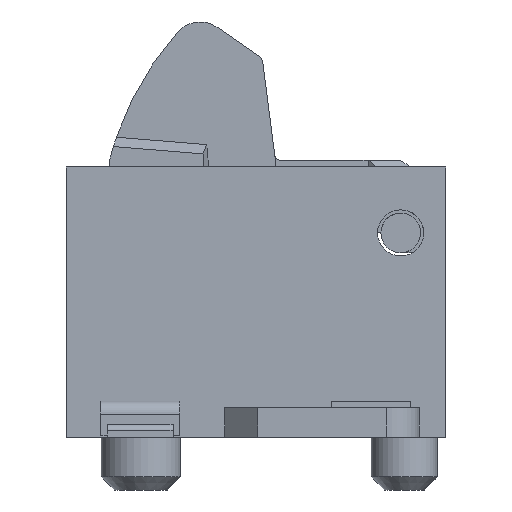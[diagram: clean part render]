
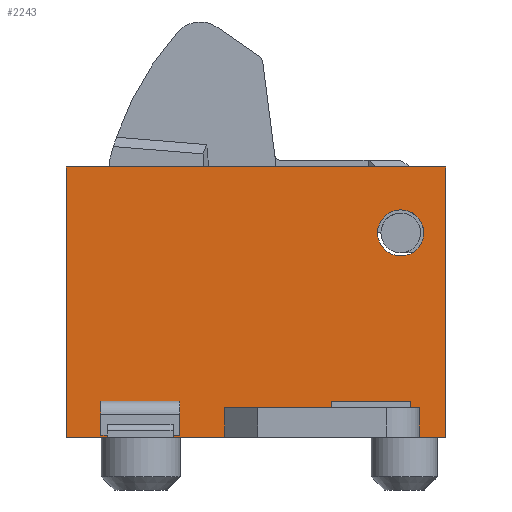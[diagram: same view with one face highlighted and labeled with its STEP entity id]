
A CAD part, front view. The second image highlights one B-rep face of the part: STEP entity #2243.
In plain terms, the highlighted planar face has unit normal (0, -1, 0).
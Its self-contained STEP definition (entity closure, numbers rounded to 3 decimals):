
#87=FACE_BOUND('',#296,.T.);
#97=CIRCLE('',#2436,0.35);
#98=CIRCLE('',#2437,0.35);
#175=FACE_OUTER_BOUND('',#295,.T.);
#295=EDGE_LOOP('',(#1507,#1508,#1509,#1510,#1511,#1512,#1513,#1514));
#296=EDGE_LOOP('',(#1515,#1516));
#422=LINE('',#3334,#665);
#442=LINE('',#3423,#685);
#443=LINE('',#3425,#686);
#444=LINE('',#3427,#687);
#445=LINE('',#3429,#688);
#446=LINE('',#3430,#689);
#447=LINE('',#3432,#690);
#448=LINE('',#3433,#691);
#665=VECTOR('',#2669,1000.);
#685=VECTOR('',#2741,1000.);
#686=VECTOR('',#2742,1000.);
#687=VECTOR('',#2743,1000.);
#688=VECTOR('',#2744,1000.);
#689=VECTOR('',#2745,1000.);
#690=VECTOR('',#2746,1000.);
#691=VECTOR('',#2747,1000.);
#910=VERTEX_POINT('',#3331);
#911=VERTEX_POINT('',#3333);
#917=VERTEX_POINT('',#3355);
#918=VERTEX_POINT('',#3356);
#937=VERTEX_POINT('',#3421);
#938=VERTEX_POINT('',#3422);
#939=VERTEX_POINT('',#3424);
#940=VERTEX_POINT('',#3426);
#941=VERTEX_POINT('',#3428);
#942=VERTEX_POINT('',#3431);
#1127=EDGE_CURVE('',#910,#911,#422,.T.);
#1134=EDGE_CURVE('',#917,#918,#97,.T.);
#1135=EDGE_CURVE('',#918,#917,#98,.T.);
#1165=EDGE_CURVE('',#937,#938,#442,.T.);
#1166=EDGE_CURVE('',#939,#937,#443,.T.);
#1167=EDGE_CURVE('',#940,#939,#444,.T.);
#1168=EDGE_CURVE('',#940,#941,#445,.T.);
#1169=EDGE_CURVE('',#911,#941,#446,.T.);
#1170=EDGE_CURVE('',#910,#942,#447,.T.);
#1171=EDGE_CURVE('',#942,#938,#448,.T.);
#1507=ORIENTED_EDGE('',*,*,#1165,.F.);
#1508=ORIENTED_EDGE('',*,*,#1166,.F.);
#1509=ORIENTED_EDGE('',*,*,#1167,.F.);
#1510=ORIENTED_EDGE('',*,*,#1168,.T.);
#1511=ORIENTED_EDGE('',*,*,#1169,.F.);
#1512=ORIENTED_EDGE('',*,*,#1127,.F.);
#1513=ORIENTED_EDGE('',*,*,#1170,.T.);
#1514=ORIENTED_EDGE('',*,*,#1171,.T.);
#1515=ORIENTED_EDGE('',*,*,#1134,.T.);
#1516=ORIENTED_EDGE('',*,*,#1135,.T.);
#2065=PLANE('',#2457);
#2243=ADVANCED_FACE('',(#175,#87),#2065,.F.);
#2436=AXIS2_PLACEMENT_3D('',#3357,#2681,#2682);
#2437=AXIS2_PLACEMENT_3D('',#3358,#2683,#2684);
#2457=AXIS2_PLACEMENT_3D('',#3420,#2739,#2740);
#2669=DIRECTION('',(1.,0.,0.));
#2681=DIRECTION('center_axis',(0.,1.,0.));
#2682=DIRECTION('ref_axis',(1.,0.,0.));
#2683=DIRECTION('center_axis',(0.,1.,0.));
#2684=DIRECTION('ref_axis',(1.,0.,0.));
#2739=DIRECTION('center_axis',(0.,1.,0.));
#2740=DIRECTION('ref_axis',(-1.,0.,0.));
#2741=DIRECTION('',(0.,0.,-1.));
#2742=DIRECTION('',(-1.,0.,0.));
#2743=DIRECTION('',(0.,0.,1.));
#2744=DIRECTION('',(1.,0.,0.));
#2745=DIRECTION('',(0.,0.,-1.));
#2746=DIRECTION('',(0.,0.,-1.));
#2747=DIRECTION('',(1.,0.,0.));
#3331=CARTESIAN_POINT('',(-2.875,-1.,4.1));
#3333=CARTESIAN_POINT('',(2.875,-1.,4.1));
#3334=CARTESIAN_POINT('',(-2.875,-1.,4.1));
#3355=CARTESIAN_POINT('',(2.545,-1.,3.1));
#3356=CARTESIAN_POINT('',(1.845,-1.,3.1));
#3357=CARTESIAN_POINT('Origin',(2.195,-1.,3.1));
#3358=CARTESIAN_POINT('Origin',(2.195,-1.,3.1));
#3420=CARTESIAN_POINT('Origin',(-2.875,-1.,4.1));
#3421=CARTESIAN_POINT('',(-0.475,-1.,0.45));
#3422=CARTESIAN_POINT('',(-0.475,-1.,0.));
#3423=CARTESIAN_POINT('',(-0.475,-1.,0.45));
#3424=CARTESIAN_POINT('',(2.475,-1.,0.45));
#3425=CARTESIAN_POINT('',(2.475,-1.,0.45));
#3426=CARTESIAN_POINT('',(2.475,-1.,0.));
#3427=CARTESIAN_POINT('',(2.475,-1.,0.));
#3428=CARTESIAN_POINT('',(2.875,-1.,0.));
#3429=CARTESIAN_POINT('',(-2.875,-1.,0.));
#3430=CARTESIAN_POINT('',(2.875,-1.,4.1));
#3431=CARTESIAN_POINT('',(-2.875,-1.,0.));
#3432=CARTESIAN_POINT('',(-2.875,-1.,4.1));
#3433=CARTESIAN_POINT('',(-2.875,-1.,0.));
